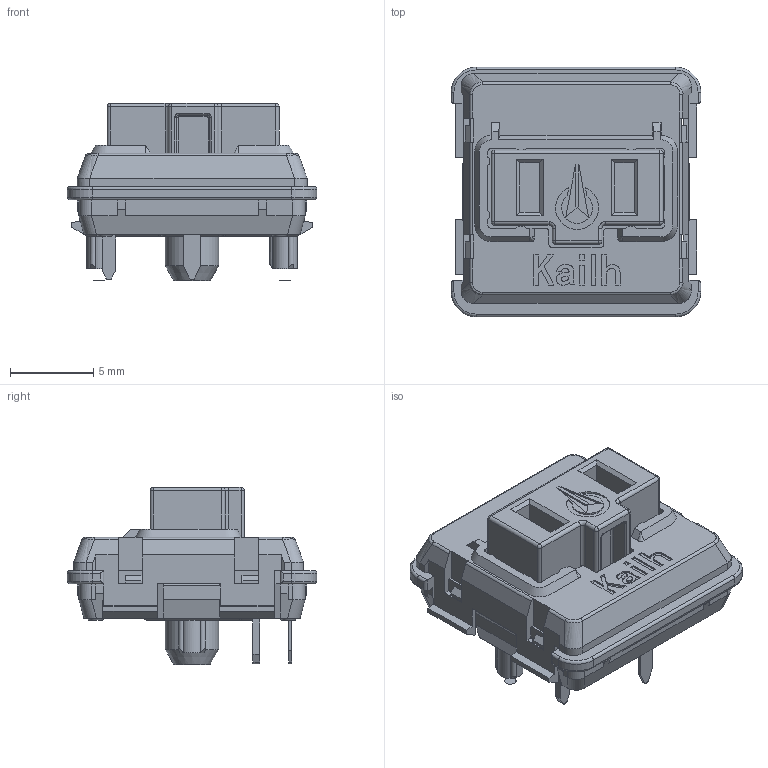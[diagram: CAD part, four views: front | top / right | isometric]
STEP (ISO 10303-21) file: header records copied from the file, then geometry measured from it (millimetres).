
FILE_DESCRIPTION(/* description */ (''),/* implementation_level */ '2;1');
FILE_NAME(/* name */ 'Kailh-PG1350.step',/* time_stamp */ '2022-03-21T21:40:45+11:00',/* author */ (''),/* organization */ (''),/* preprocessor_version */ 'ST-DEVELOPER v18.1',/* originating_system */ 'Autodesk Translation Framework v10.13.0.1454',/* authorisation */ '');
FILE_SCHEMA (('AUTOMOTIVE_DESIGN { 1 0 10303 214 3 1 1 }'));
Length unit declared in the file: metre
Products named in the file (6): Kailh-PG1350-MBK; Document (1); Document (2); Document; Document (3); Document (4)
Assembly tree (5 placements, depth 2):
  Kailh-PG1350-MBK
    Document (1)
    Document (2)
    Document
    Document (3)
    Document (4)
Bounding box: 15 x 15 x 10.65 mm (x, y, z)
Volume: 942.4 mm3; surface area: 1552.5 mm2
Topology: 5 solids, 5 shells, 482 faces, 1292 edges, 825 vertices
Faces by surface type: plane 329, cylinder 100, bspline 24, torus 12, cone 11, sphere 6
Full cylindrical faces by diameter (mm): 3.2 x1
Entity records: 15740 total; most frequent: CARTESIAN_POINT 3520, ORIENTED_EDGE 2580, DIRECTION 2378, EDGE_CURVE 1290, LINE 1016, VECTOR 1016, VERTEX_POINT 825, AXIS2_PLACEMENT_3D 681
